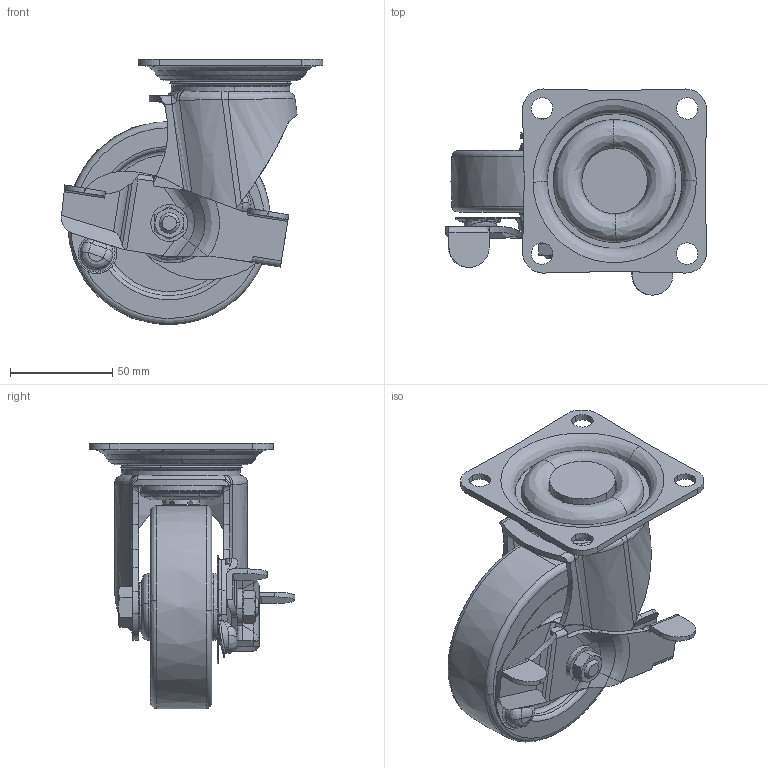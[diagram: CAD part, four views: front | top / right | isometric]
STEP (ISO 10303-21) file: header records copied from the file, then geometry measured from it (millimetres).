
FILE_DESCRIPTION((''),'2;1');
FILE_NAME('','2009-03-19T14:27:52',(''),(''),'','CADfix','');
FILE_SCHEMA(('AUTOMOTIVE_DESIGN { 1 0 10303 214 1 1 1 1 }'));
Length unit declared in the file: millimetre
Bounding box: 127.77 x 100.61 x 129.63 mm (x, y, z)
Volume: 317844 mm3; surface area: 104785 mm2
Topology: 6 solids, 13 shells, 519 faces, 1564 edges, 1084 vertices
Faces by surface type: bspline 519
Entity records: 28877 total; most frequent: CARTESIAN_POINT 20439, ORIENTED_EDGE 3074, EDGE_CURVE 1561, VERTEX_POINT 1083, EDGE_LOOP 566, FACE_OUTER_BOUND 518, ADVANCED_FACE 518, QUASI_UNIFORM_CURVE 450
